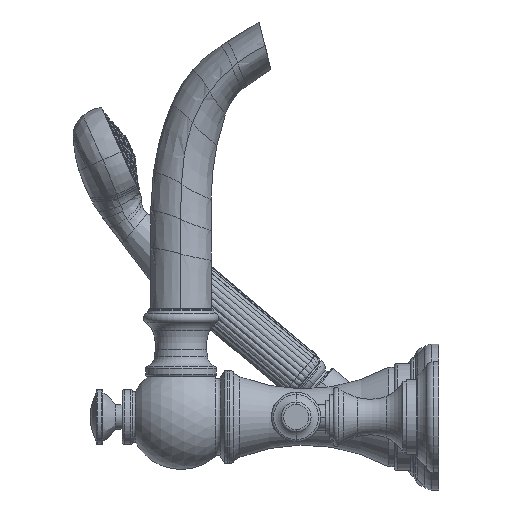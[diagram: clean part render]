
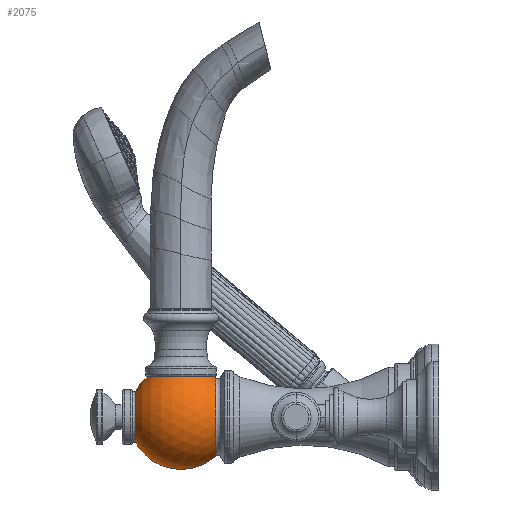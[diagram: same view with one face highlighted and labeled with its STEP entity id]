
A CAD part, left-side view. The second image highlights one B-rep face of the part: STEP entity #2075.
In plain terms, the highlighted spherical face has radius 26.416 mm.
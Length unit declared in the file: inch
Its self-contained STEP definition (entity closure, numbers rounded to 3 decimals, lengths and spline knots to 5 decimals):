
#233=CARTESIAN_POINT('',(0.,5.11858,0.79529));
#234=DIRECTION('',(0.,0.,-1.));
#235=DIRECTION('',(0.,-1.,0.));
#236=AXIS2_PLACEMENT_3D('',#233,#234,#235);
#238=CARTESIAN_POINT('',(0.,5.11858,0.));
#239=DIRECTION('',(-1.,0.,0.));
#240=DIRECTION('',(0.,-0.661,0.75));
#241=AXIS2_PLACEMENT_3D('',#238,#239,#240);
#243=CARTESIAN_POINT('',(0.,4.43078,0.));
#244=DIRECTION('',(0.,-1.,0.));
#245=DIRECTION('',(0.,0.,1.));
#246=AXIS2_PLACEMENT_3D('',#243,#244,#245);
#248=CARTESIAN_POINT('',(0.,5.11858,0.));
#249=DIRECTION('',(1.,0.,0.));
#250=DIRECTION('',(0.,-0.661,-0.75));
#251=AXIS2_PLACEMENT_3D('',#248,#249,#250);
#253=CARTESIAN_POINT('',(0.,6.02332,0.));
#254=DIRECTION('',(0.,-1.,0.));
#255=DIRECTION('',(0.,0.,1.));
#256=AXIS2_PLACEMENT_3D('',#253,#254,#255);
#258=CARTESIAN_POINT('',(0.,5.11858,0.));
#259=DIRECTION('',(-1.,0.,0.));
#260=DIRECTION('',(0.,0.644,0.765));
#261=AXIS2_PLACEMENT_3D('',#258,#259,#260);
#1491=CARTESIAN_POINT('',(0.,4.43078,0.78009));
#1492=CARTESIAN_POINT('',(0.,4.43078,-0.78009));
#1493=VERTEX_POINT('',#1491);
#1494=VERTEX_POINT('',#1492);
#1511=CARTESIAN_POINT('',(0.,6.02332,0.51287));
#1512=CARTESIAN_POINT('',(0.,6.02332,-0.51287));
#1513=VERTEX_POINT('',#1511);
#1514=VERTEX_POINT('',#1512);
#1527=CARTESIAN_POINT('',(0.,4.44843,0.79529));
#1528=CARTESIAN_POINT('',(0.,5.78873,0.79529));
#1529=VERTEX_POINT('',#1527);
#1530=VERTEX_POINT('',#1528);
#2061=CARTESIAN_POINT('',(0.,5.11858,0.));
#2062=DIRECTION('',(0.,-1.,0.));
#2063=DIRECTION('',(0.,0.,1.));
#2064=AXIS2_PLACEMENT_3D('',#2061,#2062,#2063);
#2065=SPHERICAL_SURFACE('',#2064,1.04);
#2066=ORIENTED_EDGE('',*,*,#2055,.F.);
#2067=ORIENTED_EDGE('',*,*,#2011,.F.);
#2069=ORIENTED_EDGE('',*,*,#2068,.T.);
#2070=ORIENTED_EDGE('',*,*,#2007,.T.);
#2071=ORIENTED_EDGE('',*,*,#1964,.F.);
#2072=ORIENTED_EDGE('',*,*,#2004,.F.);
#2073=EDGE_LOOP('',(#2066,#2067,#2069,#2070,#2071,#2072));
#2074=FACE_OUTER_BOUND('',#2073,.F.);
#2075=ADVANCED_FACE('',(#2074),#2065,.T.);
#237=CIRCLE('',#236,0.67015);
#242=CIRCLE('',#241,1.04);
#247=CIRCLE('',#246,0.78009);
#252=CIRCLE('',#251,1.04);
#257=CIRCLE('',#256,0.51287);
#262=CIRCLE('',#261,1.04);
#1964=EDGE_CURVE('',#1513,#1514,#257,.T.);
#2004=EDGE_CURVE('',#1530,#1513,#262,.T.);
#2007=EDGE_CURVE('',#1494,#1514,#252,.T.);
#2011=EDGE_CURVE('',#1493,#1529,#242,.T.);
#2055=EDGE_CURVE('',#1529,#1530,#237,.T.);
#2068=EDGE_CURVE('',#1493,#1494,#247,.T.);
